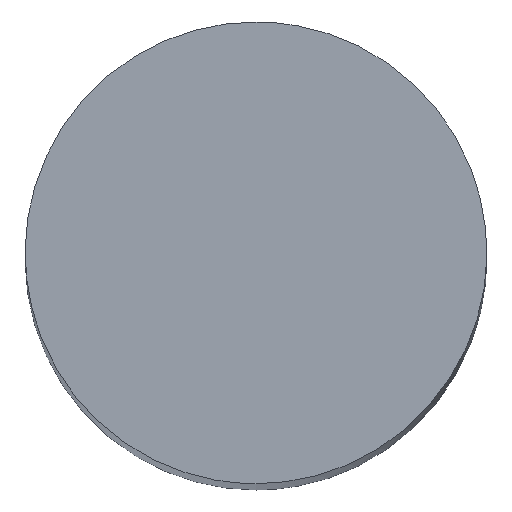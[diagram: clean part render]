
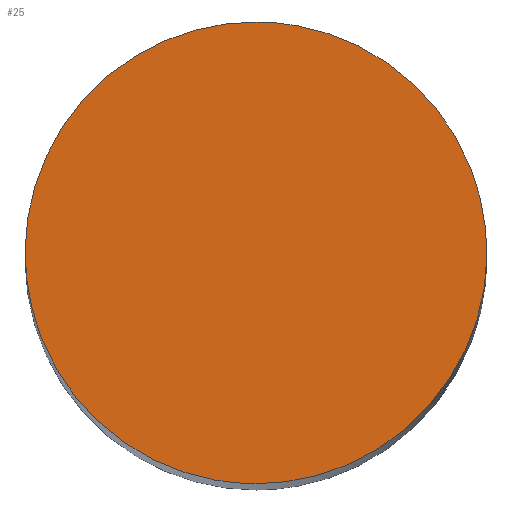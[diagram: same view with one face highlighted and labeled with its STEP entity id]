
A CAD part, top view. The second image highlights one B-rep face of the part: STEP entity #25.
In plain terms, the highlighted free-form (B-spline) face has degree [1, 1] with [2, 2] control points.
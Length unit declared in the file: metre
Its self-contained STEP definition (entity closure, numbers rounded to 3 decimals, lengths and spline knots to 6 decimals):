
#25=ADVANCED_FACE('',(#29),#67,.T.);
#29=FACE_OUTER_BOUND('',#33,.T.);
#33=EDGE_LOOP('',(#38,#39));
#38=ORIENTED_EDGE('',*,*,#48,.T.);
#39=ORIENTED_EDGE('',*,*,#52,.T.);
#48=EDGE_CURVE('',#61,#62,#54,.T.);
#52=EDGE_CURVE('',#62,#61,#58,.T.);
#54=(
BOUNDED_CURVE()
B_SPLINE_CURVE(2,(#126,#127,#128,#129,#130),.UNSPECIFIED.,.F.,.F.)
B_SPLINE_CURVE_WITH_KNOTS((3,2,3),(-2419.026343,-1814.269757,
-1209.513172),.UNSPECIFIED.)
CURVE()
GEOMETRIC_REPRESENTATION_ITEM()
RATIONAL_B_SPLINE_CURVE((1.,0.707,1.,0.707,1.))
REPRESENTATION_ITEM('')
);
#58=(
BOUNDED_CURVE()
B_SPLINE_CURVE(2,(#140,#141,#142,#143,#144),.UNSPECIFIED.,.F.,.F.)
B_SPLINE_CURVE_WITH_KNOTS((3,2,3),(-1209.513172,-604.756586,
0.),.UNSPECIFIED.)
CURVE()
GEOMETRIC_REPRESENTATION_ITEM()
RATIONAL_B_SPLINE_CURVE((1.,0.707,1.,0.707,1.))
REPRESENTATION_ITEM('')
);
#61=VERTEX_POINT('',#123);
#62=VERTEX_POINT('',#124);
#67=B_SPLINE_SURFACE_WITH_KNOTS('',1,1,((#98,#99),(#100,#101)),
 .UNSPECIFIED.,.F.,.F.,.F.,(2,2),(2,2),(-481.25,481.25),(-481.25,481.25),
 .UNSPECIFIED.);
#98=CARTESIAN_POINT('',(-0.48125,-0.48125,11.));
#99=CARTESIAN_POINT('',(-0.48125,0.48125,11.));
#100=CARTESIAN_POINT('',(0.48125,-0.48125,11.));
#101=CARTESIAN_POINT('',(0.48125,0.48125,11.));
#123=CARTESIAN_POINT('',(0.,0.385,11.));
#124=CARTESIAN_POINT('',(0.,-0.385,11.));
#126=CARTESIAN_POINT('',(0.,0.385,11.));
#127=CARTESIAN_POINT('',(-0.385,0.385,11.));
#128=CARTESIAN_POINT('',(-0.385,0.,11.));
#129=CARTESIAN_POINT('',(-0.385,-0.385,11.));
#130=CARTESIAN_POINT('',(0.,-0.385,11.));
#140=CARTESIAN_POINT('',(0.,-0.385,11.));
#141=CARTESIAN_POINT('',(0.385,-0.385,11.));
#142=CARTESIAN_POINT('',(0.385,0.,11.));
#143=CARTESIAN_POINT('',(0.385,0.385,11.));
#144=CARTESIAN_POINT('',(0.,0.385,11.));
